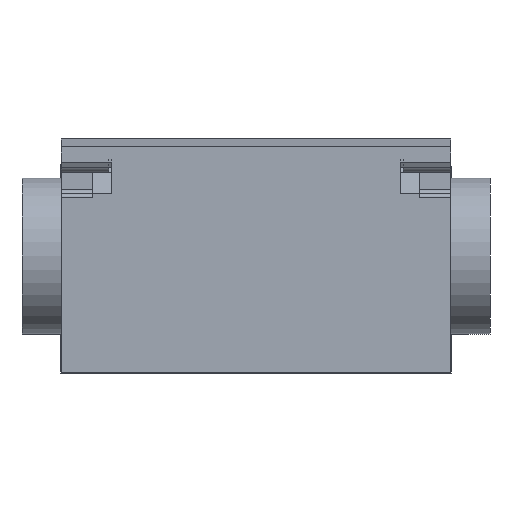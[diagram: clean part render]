
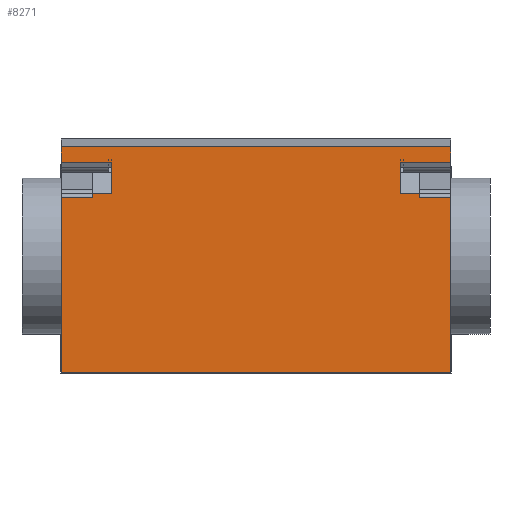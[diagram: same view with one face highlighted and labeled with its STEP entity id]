
A CAD part, front view. The second image highlights one B-rep face of the part: STEP entity #8271.
In plain terms, the highlighted planar face has unit normal (0, -1, 0).
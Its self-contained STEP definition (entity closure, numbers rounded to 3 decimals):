
#7582=CARTESIAN_POINT('',(43.5,0.,22.999));
#7583=VERTEX_POINT('',#7582);
#7617=CARTESIAN_POINT('',(43.5,0.,27.0));
#7618=VERTEX_POINT('',#7617);
#7625=CARTESIAN_POINT('',(43.5,0.,22.999));
#7626=DIRECTION('',(0.0,0.0,1.0));
#7627=VECTOR('',#7626,4.001);
#7628=LINE('',#7625,#7627);
#7629=EDGE_CURVE('',#7583,#7618,#7628,.T.);
#7639=CARTESIAN_POINT('',(6.5,0.,27.0));
#7640=VERTEX_POINT('',#7639);
#7676=CARTESIAN_POINT('',(6.5,0.,22.999));
#7677=VERTEX_POINT('',#7676);
#7684=CARTESIAN_POINT('',(6.5,0.,27.0));
#7685=DIRECTION('',(0.0,0.0,-1.0));
#7686=VECTOR('',#7685,4.001);
#7687=LINE('',#7684,#7686);
#7688=EDGE_CURVE('',#7640,#7677,#7687,.T.);
#7752=CARTESIAN_POINT('',(0.0,0.,27.0));
#7753=VERTEX_POINT('',#7752);
#7760=CARTESIAN_POINT('',(0.0,0.,29.0));
#7761=VERTEX_POINT('',#7760);
#7762=CARTESIAN_POINT('',(0.0,0.,27.0));
#7763=DIRECTION('',(0.0,0.0,1.0));
#7764=VECTOR('',#7763,2.0);
#7765=LINE('',#7762,#7764);
#7766=EDGE_CURVE('',#7753,#7761,#7765,.T.);
#7792=CARTESIAN_POINT('',(0.0,0.0,0.0));
#7793=VERTEX_POINT('',#7792);
#7800=CARTESIAN_POINT('',(0.0,0.,22.5));
#7801=VERTEX_POINT('',#7800);
#7802=CARTESIAN_POINT('',(0.0,0.,0.0));
#7803=DIRECTION('',(0.0,0.0,1.0));
#7804=VECTOR('',#7803,22.5);
#7805=LINE('',#7802,#7804);
#7806=EDGE_CURVE('',#7793,#7801,#7805,.T.);
#7851=CARTESIAN_POINT('',(6.5,0.,27.0));
#7852=DIRECTION('',(-1.0,0.0,0.0));
#7853=VECTOR('',#7852,6.5);
#7854=LINE('',#7851,#7853);
#7855=EDGE_CURVE('',#7640,#7753,#7854,.T.);
#8084=CARTESIAN_POINT('',(4.0,0.,22.5));
#8085=VERTEX_POINT('',#8084);
#8093=CARTESIAN_POINT('',(4.0,0.,22.999));
#8094=VERTEX_POINT('',#8093);
#8095=CARTESIAN_POINT('',(4.0,0.,22.5));
#8096=DIRECTION('',(0.0,0.0,1.0));
#8097=VECTOR('',#8096,0.499);
#8098=LINE('',#8095,#8097);
#8099=EDGE_CURVE('',#8085,#8094,#8098,.T.);
#8127=CARTESIAN_POINT('',(6.5,0.,22.999));
#8128=DIRECTION('',(-1.0,0.0,0.0));
#8129=VECTOR('',#8128,2.5);
#8130=LINE('',#8127,#8129);
#8131=EDGE_CURVE('',#7677,#8094,#8130,.T.);
#8161=CARTESIAN_POINT('',(0.0,0.,22.5));
#8162=DIRECTION('',(1.0,0.0,0.0));
#8163=VECTOR('',#8162,4.0);
#8164=LINE('',#8161,#8163);
#8165=EDGE_CURVE('',#7801,#8085,#8164,.T.);
#8177=CARTESIAN_POINT('',(50.,0.,29.0));
#8178=VERTEX_POINT('',#8177);
#8179=CARTESIAN_POINT('',(0.0,0.,29.));
#8180=DIRECTION('',(1.0,0.0,0.0));
#8181=VECTOR('',#8180,50.);
#8182=LINE('',#8179,#8181);
#8183=EDGE_CURVE('',#7761,#8178,#8182,.T.);
#8203=CARTESIAN_POINT('',(41.1,0.,0.));
#8204=DIRECTION('',(0.0,-1.0,0.0));
#8205=DIRECTION('',(0.0,0.0,1.0));
#8206=AXIS2_PLACEMENT_3D('',#8203,#8204,#8205);
#8207=PLANE('',#8206);
#8208=CARTESIAN_POINT('',(50.,0.0,0.0));
#8209=VERTEX_POINT('',#8208);
#8210=CARTESIAN_POINT('',(0.0,0.,0.));
#8211=DIRECTION('',(1.0,0.0,0.0));
#8212=VECTOR('',#8211,50.);
#8213=LINE('',#8210,#8212);
#8214=EDGE_CURVE('',#7793,#8209,#8213,.T.);
#8215=ORIENTED_EDGE('',*,*,#8214,.T.);
#8216=CARTESIAN_POINT('',(50.,0.,22.5));
#8217=VERTEX_POINT('',#8216);
#8218=CARTESIAN_POINT('',(50.,0.,0.0));
#8219=DIRECTION('',(0.0,0.0,1.0));
#8220=VECTOR('',#8219,22.5);
#8221=LINE('',#8218,#8220);
#8222=EDGE_CURVE('',#8209,#8217,#8221,.T.);
#8223=ORIENTED_EDGE('',*,*,#8222,.T.);
#8224=CARTESIAN_POINT('',(46.,0.,22.5));
#8225=VERTEX_POINT('',#8224);
#8226=CARTESIAN_POINT('',(50.,0.,22.5));
#8227=DIRECTION('',(-1.0,0.0,0.0));
#8228=VECTOR('',#8227,4.0);
#8229=LINE('',#8226,#8228);
#8230=EDGE_CURVE('',#8217,#8225,#8229,.T.);
#8231=ORIENTED_EDGE('',*,*,#8230,.T.);
#8232=CARTESIAN_POINT('',(46.,0.,22.999));
#8233=VERTEX_POINT('',#8232);
#8234=CARTESIAN_POINT('',(46.,0.,22.5));
#8235=DIRECTION('',(0.0,0.0,1.0));
#8236=VECTOR('',#8235,0.499);
#8237=LINE('',#8234,#8236);
#8238=EDGE_CURVE('',#8225,#8233,#8237,.T.);
#8239=ORIENTED_EDGE('',*,*,#8238,.T.);
#8240=CARTESIAN_POINT('',(43.5,0.,22.999));
#8241=DIRECTION('',(1.0,0.0,0.0));
#8242=VECTOR('',#8241,2.5);
#8243=LINE('',#8240,#8242);
#8244=EDGE_CURVE('',#7583,#8233,#8243,.T.);
#8245=ORIENTED_EDGE('',*,*,#8244,.F.);
#8246=ORIENTED_EDGE('',*,*,#7629,.T.);
#8247=CARTESIAN_POINT('',(50.,0.,27.0));
#8248=VERTEX_POINT('',#8247);
#8249=CARTESIAN_POINT('',(43.5,0.,27.0));
#8250=DIRECTION('',(1.0,0.0,0.0));
#8251=VECTOR('',#8250,6.5);
#8252=LINE('',#8249,#8251);
#8253=EDGE_CURVE('',#7618,#8248,#8252,.T.);
#8254=ORIENTED_EDGE('',*,*,#8253,.T.);
#8255=CARTESIAN_POINT('',(50.,0.,27.0));
#8256=DIRECTION('',(0.0,0.0,1.0));
#8257=VECTOR('',#8256,2.0);
#8258=LINE('',#8255,#8257);
#8259=EDGE_CURVE('',#8248,#8178,#8258,.T.);
#8260=ORIENTED_EDGE('',*,*,#8259,.T.);
#8261=ORIENTED_EDGE('',*,*,#8183,.F.);
#8262=ORIENTED_EDGE('',*,*,#7766,.F.);
#8263=ORIENTED_EDGE('',*,*,#7855,.F.);
#8264=ORIENTED_EDGE('',*,*,#7688,.T.);
#8265=ORIENTED_EDGE('',*,*,#8131,.T.);
#8266=ORIENTED_EDGE('',*,*,#8099,.F.);
#8267=ORIENTED_EDGE('',*,*,#8165,.F.);
#8268=ORIENTED_EDGE('',*,*,#7806,.F.);
#8269=EDGE_LOOP('',(#8215,#8223,#8231,#8239,#8245,#8246,#8254,#8260,#8261,#8262,#8263,#8264,#8265,#8266,#8267,#8268));
#8270=FACE_OUTER_BOUND('',#8269,.T.);
#8271=ADVANCED_FACE('',(#8270),#8207,.T.);
